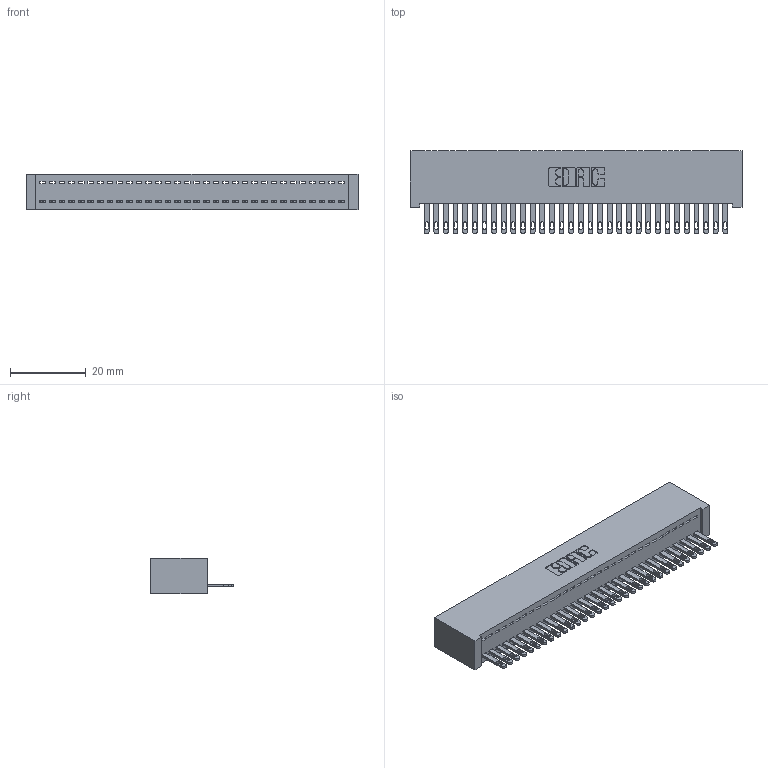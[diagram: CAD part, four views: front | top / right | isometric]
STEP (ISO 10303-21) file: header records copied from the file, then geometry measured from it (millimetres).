
FILE_DESCRIPTION (( 'STEP AP203' ), '1' );
FILE_NAME ('892-032-500-101.STEP', '2020-09-21T15:18:49', ( '' ), ( '' ), 'SwSTEP 2.0', 'SolidWorks 2020', '' );
FILE_SCHEMA (( 'CONFIG_CONTROL_DESIGN' ));
Length unit declared in the file: inch
Products named in the file (3): 842 Part_Lugless; 345-292-001_345-293-100; 892-032-500-101
Assembly tree (33 placements, depth 2):
  892-032-500-101
    842 Part_Lugless
    345-292-001_345-293-100  x32
Bounding box: 87.53 x 21.85 x 9.4 mm (x, y, z)
Volume: 8066.4 mm3; surface area: 12044.8 mm2
Topology: 33 solids, 33 shells, 1830 faces, 5651 edges, 3766 vertices
Faces by surface type: plane 1214, cylinder 616
Entity records: 20377 total; most frequent: CARTESIAN_POINT 3522, ORIENTED_EDGE 3490, DIRECTION 2985, EDGE_CURVE 1745, VECTOR 1621, LINE 1621, VERTEX_POINT 1162, AXIS2_PLACEMENT_3D 682
